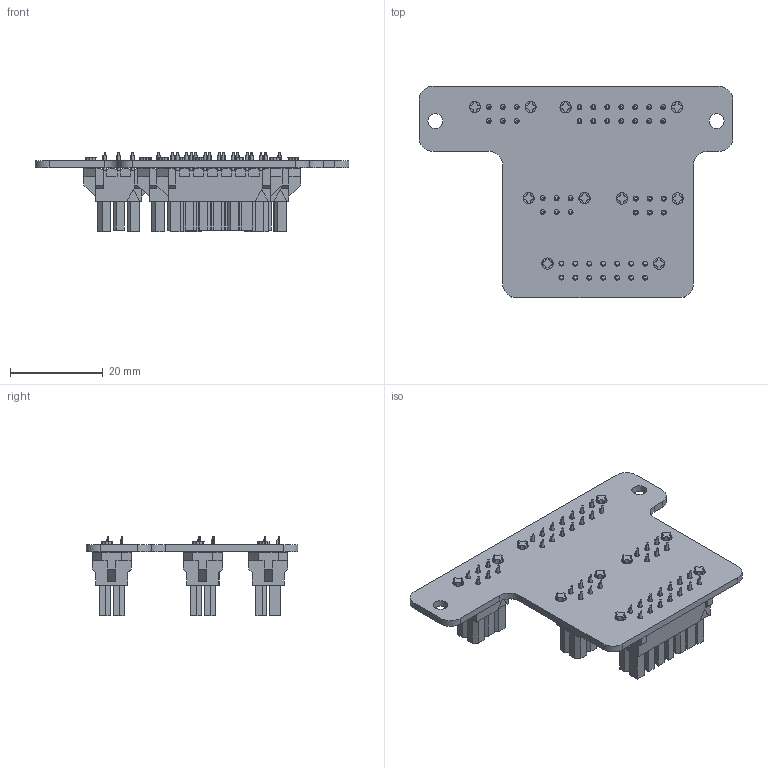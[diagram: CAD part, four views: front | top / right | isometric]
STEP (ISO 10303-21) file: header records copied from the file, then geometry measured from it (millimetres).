
FILE_DESCRIPTION(('KiCad electronic assembly'),'2;1');
FILE_NAME('Moco-IOBreakoutPCB.step','2025-08-19T22:26:32',('Pcbnew'),( 'Kicad'),'Open CASCADE STEP processor 7.8','KiCad to STEP converter' ,'Unknown');
FILE_SCHEMA(('AUTOMOTIVE_DESIGN { 1 0 10303 214 1 1 1 1 }'));
Length unit declared in the file: millimetre
Products named in the file (4): Moco-IOBreakoutPCB 1; kicad_embedded_382526C0F9EA9943D5A44D82706600BB; kicad_embedded_8122B513EA4FF735A6197B44FCE74C8F; Moco-IOBreakoutPCB_PCB
Assembly tree (6 placements, depth 2):
  Moco-IOBreakoutPCB 1
    kicad_embedded_382526C0F9EA9943D5A44D82706600BB  x3
    kicad_embedded_8122B513EA4FF735A6197B44FCE74C8F  x2
    Moco-IOBreakoutPCB_PCB
Bounding box: 67.5 x 45.53 x 17 mm (x, y, z)
Volume: 8890.7 mm3; surface area: 12046.2 mm2
Topology: 6 solids, 6 shells, 2172 faces, 5638 edges, 3575 vertices
Faces by surface type: plane 1980, cylinder 192
Full cylindrical faces by diameter (mm): 1.067 x46, 2.413 x10, 3.2 x2
Entity records: 29557 total; most frequent: CARTESIAN_POINT 5141, ORIENTED_EDGE 5086, DIRECTION 4785, EDGE_CURVE 2543, LINE 2267, VECTOR 2267, VERTEX_POINT 1615, AXIS2_PLACEMENT_3D 1259
